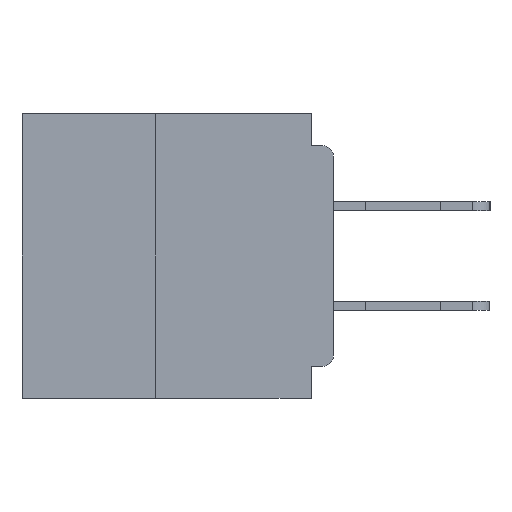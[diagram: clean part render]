
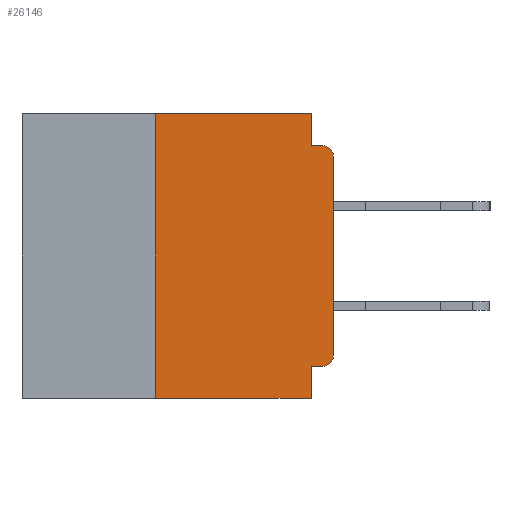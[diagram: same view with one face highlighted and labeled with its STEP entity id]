
A CAD part, left-side view. The second image highlights one B-rep face of the part: STEP entity #26146.
In plain terms, the highlighted planar face has unit normal (-1, 0, 0).
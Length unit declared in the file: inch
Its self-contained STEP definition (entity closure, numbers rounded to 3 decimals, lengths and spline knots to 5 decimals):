
#116 = CARTESIAN_POINT ( 'NONE',  ( 0., 0.25, -0.4 ) ) ;
#492 = VERTEX_POINT ( 'NONE', #15213 ) ;
#499 = VECTOR ( 'NONE', #34954, 39.37008 ) ;
#1082 = PLANE ( 'NONE',  #34151 ) ;
#1669 = LINE ( 'NONE', #32245, #39396 ) ;
#1817 = EDGE_CURVE ( 'NONE', #3629, #46167, #7831, .T. ) ;
#2596 = VECTOR ( 'NONE', #26356, 39.37008 ) ;
#3324 = CARTESIAN_POINT ( 'NONE',  ( 0., 0.031, -0.045 ) ) ;
#3412 = VERTEX_POINT ( 'NONE', #24718 ) ;
#3565 = VERTEX_POINT ( 'NONE', #10379 ) ;
#3629 = VERTEX_POINT ( 'NONE', #25887 ) ;
#3917 = DIRECTION ( 'NONE',  ( 0., 0., 1. ) ) ;
#4115 = EDGE_CURVE ( 'NONE', #492, #18179, #1669, .T. ) ;
#4173 = AXIS2_PLACEMENT_3D ( 'NONE', #35764, #13218, #39539 ) ;
#5031 = DIRECTION ( 'NONE',  ( 1., 0., 0. ) ) ;
#5605 = VERTEX_POINT ( 'NONE', #13530 ) ;
#5733 = CARTESIAN_POINT ( 'NONE',  ( 0., 0.031, -0.4 ) ) ;
#7376 = EDGE_CURVE ( 'NONE', #13178, #40948, #30321, .T. ) ;
#7377 = CARTESIAN_POINT ( 'NONE',  ( 0., 0., -0.34 ) ) ;
#7831 = LINE ( 'NONE', #13081, #26723 ) ;
#10254 = EDGE_CURVE ( 'NONE', #18179, #3412, #28228, .T. ) ;
#10379 = CARTESIAN_POINT ( 'NONE',  ( 0., 0.031, -0.355 ) ) ;
#12796 = DIRECTION ( 'NONE',  ( 0., -1., 0. ) ) ;
#13081 = CARTESIAN_POINT ( 'NONE',  ( 0., 0.437, -0.4 ) ) ;
#13178 = VERTEX_POINT ( 'NONE', #26721 ) ;
#13218 = DIRECTION ( 'NONE',  ( -1., 0., 0. ) ) ;
#13530 = CARTESIAN_POINT ( 'NONE',  ( 0., 0.25, 0. ) ) ;
#13647 = DIRECTION ( 'NONE',  ( 0., 0., -1. ) ) ;
#15014 = LINE ( 'NONE', #116, #33877 ) ;
#15213 = CARTESIAN_POINT ( 'NONE',  ( 0., 0.031, 0. ) ) ;
#15321 = ORIENTED_EDGE ( 'NONE', *, *, #4115, .F. ) ;
#16742 = CARTESIAN_POINT ( 'NONE',  ( 0., 0.015, -0.06 ) ) ;
#17140 = DIRECTION ( 'NONE',  ( 0., 0., -1. ) ) ;
#17470 = ORIENTED_EDGE ( 'NONE', *, *, #23480, .T. ) ;
#17994 = CIRCLE ( 'NONE', #45424, 0.015 ) ;
#18179 = VERTEX_POINT ( 'NONE', #3324 ) ;
#18576 = DIRECTION ( 'NONE',  ( 0., 0., 1. ) ) ;
#18604 = FACE_OUTER_BOUND ( 'NONE', #24619, .T. ) ;
#18734 = ORIENTED_EDGE ( 'NONE', *, *, #35025, .T. ) ;
#20283 = LINE ( 'NONE', #22547, #2596 ) ;
#20491 = DIRECTION ( 'NONE',  ( 0., 0., -1. ) ) ;
#20695 = VERTEX_POINT ( 'NONE', #27753 ) ;
#21129 = ORIENTED_EDGE ( 'NONE', *, *, #10254, .F. ) ;
#22547 = CARTESIAN_POINT ( 'NONE',  ( 0., 0.437, 0. ) ) ;
#23480 = EDGE_CURVE ( 'NONE', #40948, #20695, #47511, .T. ) ;
#23717 = ORIENTED_EDGE ( 'NONE', *, *, #40664, .F. ) ;
#23752 = CARTESIAN_POINT ( 'NONE',  ( 0., 0., -0.045 ) ) ;
#24027 = LINE ( 'NONE', #37518, #42830 ) ;
#24619 = EDGE_LOOP ( 'NONE', ( #17470, #18734, #21129, #15321, #27402, #30445, #44677, #23717, #45556, #45375 ) ) ;
#24718 = CARTESIAN_POINT ( 'NONE',  ( 0., 0.015, -0.045 ) ) ;
#24761 = EDGE_CURVE ( 'NONE', #3629, #5605, #15014, .T. ) ;
#25887 = CARTESIAN_POINT ( 'NONE',  ( 0., 0.25, -0.4 ) ) ;
#26146 = ADVANCED_FACE ( 'NONE', ( #18604 ), #1082, .F. ) ;
#26356 = DIRECTION ( 'NONE',  ( 0., -1., 0. ) ) ;
#26380 = VECTOR ( 'NONE', #18576, 39.37008 ) ;
#26721 = CARTESIAN_POINT ( 'NONE',  ( 0., 0.015, -0.355 ) ) ;
#26723 = VECTOR ( 'NONE', #12796, 39.37008 ) ;
#27402 = ORIENTED_EDGE ( 'NONE', *, *, #42771, .F. ) ;
#27753 = CARTESIAN_POINT ( 'NONE',  ( 0., 0., -0.06 ) ) ;
#28228 = LINE ( 'NONE', #23752, #499 ) ;
#30321 = CIRCLE ( 'NONE', #4173, 0.015 ) ;
#30445 = ORIENTED_EDGE ( 'NONE', *, *, #24761, .F. ) ;
#31431 = DIRECTION ( 'NONE',  ( 0., 0., -1. ) ) ;
#32245 = CARTESIAN_POINT ( 'NONE',  ( 0., 0.031, 0. ) ) ;
#33510 = EDGE_CURVE ( 'NONE', #13178, #3565, #24027, .T. ) ;
#33877 = VECTOR ( 'NONE', #3917, 39.37008 ) ;
#34151 = AXIS2_PLACEMENT_3D ( 'NONE', #35039, #5031, #31431 ) ;
#34954 = DIRECTION ( 'NONE',  ( 0., -1., 0. ) ) ;
#35025 = EDGE_CURVE ( 'NONE', #20695, #3412, #17994, .T. ) ;
#35039 = CARTESIAN_POINT ( 'NONE',  ( 0., 0.437, 0. ) ) ;
#35764 = CARTESIAN_POINT ( 'NONE',  ( 0., 0.015, -0.34 ) ) ;
#37304 = CARTESIAN_POINT ( 'NONE',  ( 0., 0., 0. ) ) ;
#37518 = CARTESIAN_POINT ( 'NONE',  ( 0., 0., -0.355 ) ) ;
#39396 = VECTOR ( 'NONE', #13647, 39.37008 ) ;
#39539 = DIRECTION ( 'NONE',  ( 0., 0., -1. ) ) ;
#40664 = EDGE_CURVE ( 'NONE', #3565, #46167, #48151, .T. ) ;
#40948 = VERTEX_POINT ( 'NONE', #7377 ) ;
#41278 = DIRECTION ( 'NONE',  ( 0., 1., 0. ) ) ;
#42771 = EDGE_CURVE ( 'NONE', #5605, #492, #20283, .T. ) ;
#42830 = VECTOR ( 'NONE', #41278, 39.37008 ) ;
#43011 = DIRECTION ( 'NONE',  ( -1., 0., 0. ) ) ;
#43631 = CARTESIAN_POINT ( 'NONE',  ( 0., 0.031, -0.4 ) ) ;
#44677 = ORIENTED_EDGE ( 'NONE', *, *, #1817, .T. ) ;
#45375 = ORIENTED_EDGE ( 'NONE', *, *, #7376, .T. ) ;
#45424 = AXIS2_PLACEMENT_3D ( 'NONE', #16742, #43011, #20491 ) ;
#45556 = ORIENTED_EDGE ( 'NONE', *, *, #33510, .F. ) ;
#45773 = VECTOR ( 'NONE', #17140, 39.37008 ) ;
#46167 = VERTEX_POINT ( 'NONE', #43631 ) ;
#47511 = LINE ( 'NONE', #37304, #26380 ) ;
#48151 = LINE ( 'NONE', #5733, #45773 ) ;
